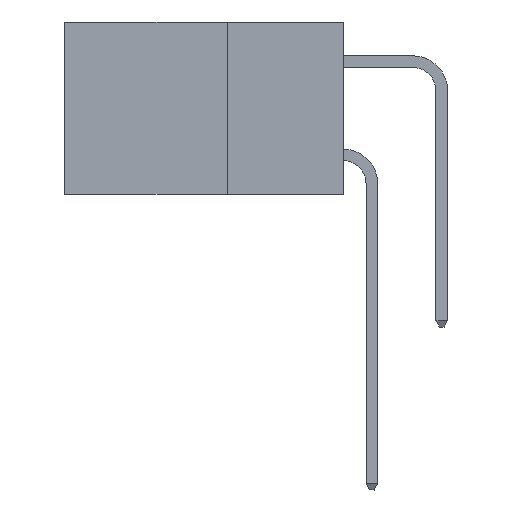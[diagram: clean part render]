
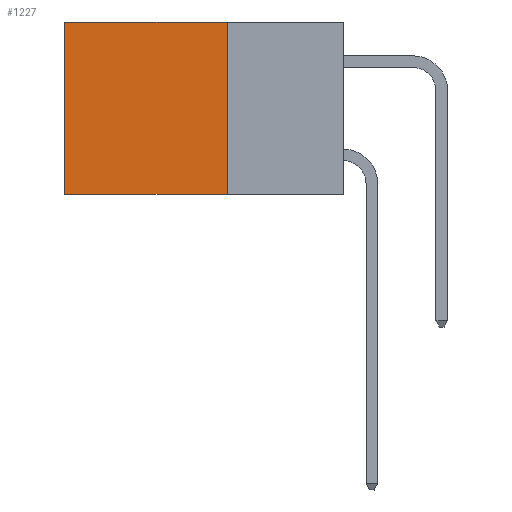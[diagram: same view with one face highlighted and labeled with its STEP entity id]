
A CAD part, left-side view. The second image highlights one B-rep face of the part: STEP entity #1227.
In plain terms, the highlighted planar face has unit normal (-1, 0, 0).
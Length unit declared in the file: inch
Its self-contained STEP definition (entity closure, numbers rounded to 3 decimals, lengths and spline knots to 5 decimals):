
#261 = LINE ( 'NONE', #8846, #16578 ) ;
#597 = CARTESIAN_POINT ( 'NONE',  ( 0.2615, 0.25, 0. ) ) ;
#800 = DIRECTION ( 'NONE',  ( 0., 0., -1. ) ) ;
#1049 = FACE_OUTER_BOUND ( 'NONE', #12168, .T. ) ;
#1227 = ADVANCED_FACE ( 'NONE', ( #1049 ), #7583, .F. ) ;
#2370 = AXIS2_PLACEMENT_3D ( 'NONE', #18895, #13906, #7684 ) ;
#2741 = ORIENTED_EDGE ( 'NONE', *, *, #3336, .F. ) ;
#3336 = EDGE_CURVE ( 'NONE', #12566, #19596, #5271, .T. ) ;
#3726 = VECTOR ( 'NONE', #15676, 39.37008 ) ;
#4731 = VERTEX_POINT ( 'NONE', #10433 ) ;
#5271 = LINE ( 'NONE', #5387, #15107 ) ;
#5387 = CARTESIAN_POINT ( 'NONE',  ( 0.2615, 0.25, -0.37 ) ) ;
#5427 = LINE ( 'NONE', #597, #17727 ) ;
#6907 = CARTESIAN_POINT ( 'NONE',  ( 0.2615, 0.25, -0.37 ) ) ;
#7583 = PLANE ( 'NONE',  #2370 ) ;
#7684 = DIRECTION ( 'NONE',  ( 0., 0., -1. ) ) ;
#8846 = CARTESIAN_POINT ( 'NONE',  ( 0.2615, 0.25, -0.37 ) ) ;
#10034 = CARTESIAN_POINT ( 'NONE',  ( 0.2615, 0.6, -0.37 ) ) ;
#10433 = CARTESIAN_POINT ( 'NONE',  ( 0.2615, 0.6, 0. ) ) ;
#11933 = DIRECTION ( 'NONE',  ( 0., 1., 0. ) ) ;
#12168 = EDGE_LOOP ( 'NONE', ( #15878, #2741, #15966, #19157 ) ) ;
#12566 = VERTEX_POINT ( 'NONE', #6907 ) ;
#13821 = EDGE_CURVE ( 'NONE', #19062, #12566, #261, .T. ) ;
#13906 = DIRECTION ( 'NONE',  ( 1., 0., 0. ) ) ;
#15107 = VECTOR ( 'NONE', #11933, 39.37008 ) ;
#15676 = DIRECTION ( 'NONE',  ( 0., 0., -1. ) ) ;
#15878 = ORIENTED_EDGE ( 'NONE', *, *, #20342, .T. ) ;
#15966 = ORIENTED_EDGE ( 'NONE', *, *, #13821, .F. ) ;
#16578 = VECTOR ( 'NONE', #800, 39.37008 ) ;
#17727 = VECTOR ( 'NONE', #18568, 39.37008 ) ;
#18568 = DIRECTION ( 'NONE',  ( 0., 1., 0. ) ) ;
#18895 = CARTESIAN_POINT ( 'NONE',  ( 0.2615, 0.25, -0.37 ) ) ;
#19060 = CARTESIAN_POINT ( 'NONE',  ( 0.2615, 0.25, 0. ) ) ;
#19062 = VERTEX_POINT ( 'NONE', #19060 ) ;
#19067 = CARTESIAN_POINT ( 'NONE',  ( 0.2615, 0.6, -0.37 ) ) ;
#19157 = ORIENTED_EDGE ( 'NONE', *, *, #19833, .T. ) ;
#19596 = VERTEX_POINT ( 'NONE', #10034 ) ;
#19833 = EDGE_CURVE ( 'NONE', #19062, #4731, #5427, .T. ) ;
#20342 = EDGE_CURVE ( 'NONE', #4731, #19596, #20477, .T. ) ;
#20477 = LINE ( 'NONE', #19067, #3726 ) ;
